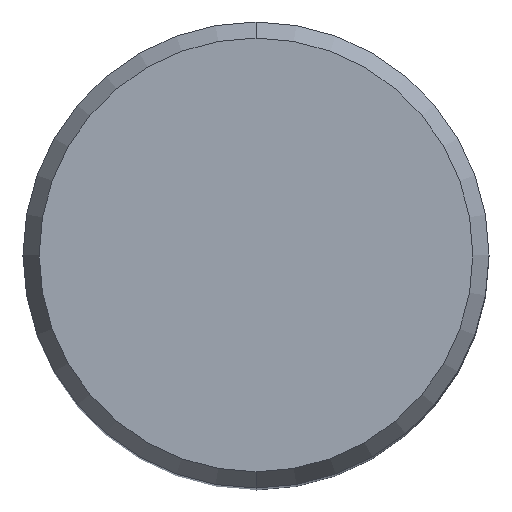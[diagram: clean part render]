
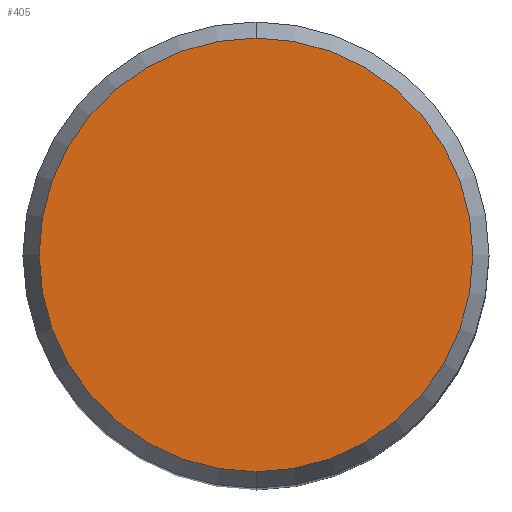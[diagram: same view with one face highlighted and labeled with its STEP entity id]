
A CAD part, top view. The second image highlights one B-rep face of the part: STEP entity #405.
In plain terms, the highlighted planar face has unit normal (0, 0, 1).
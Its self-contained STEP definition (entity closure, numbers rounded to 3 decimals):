
#281=EDGE_CURVE('',#327,#503,#652,.T.);
#327=VERTEX_POINT('',#704);
#349=EDGE_CURVE('',#503,#327,#727,.T.);
#405=ADVANCED_FACE('',(#789),#790,.T.);
#503=VERTEX_POINT('',#897);
#652=CIRCLE('',#1179,9.307);
#704=CARTESIAN_POINT('',(0.0,9.307,0.0));
#727=CIRCLE('',#1343,9.307);
#789=FACE_OUTER_BOUND('',#1489,.T.);
#790=PLANE('',#1490);
#897=CARTESIAN_POINT('',(0.,-9.307,0.0));
#1179=AXIS2_PLACEMENT_3D('',#1934,#1935,#1936);
#1343=AXIS2_PLACEMENT_3D('',#2013,#2014,#2015);
#1489=EDGE_LOOP('',(#2088,#2089));
#1490=AXIS2_PLACEMENT_3D('',#2090,#2091,#2092);
#1934=CARTESIAN_POINT('',(0.0,0.0,0.0));
#1935=DIRECTION('',(0.0,0.0,-1.0));
#1936=DIRECTION('',(0.0,1.0,0.0));
#2013=CARTESIAN_POINT('',(0.0,0.0,0.0));
#2014=DIRECTION('',(0.0,0.0,-1.0));
#2015=DIRECTION('',(0.0,1.0,0.0));
#2088=ORIENTED_EDGE('',*,*,#281,.F.);
#2089=ORIENTED_EDGE('',*,*,#349,.F.);
#2090=CARTESIAN_POINT('',(0.0,4.654,0.0));
#2091=DIRECTION('',(-0.0,0.0,1.0));
#2092=DIRECTION('',(0.0,-1.0,0.0));
